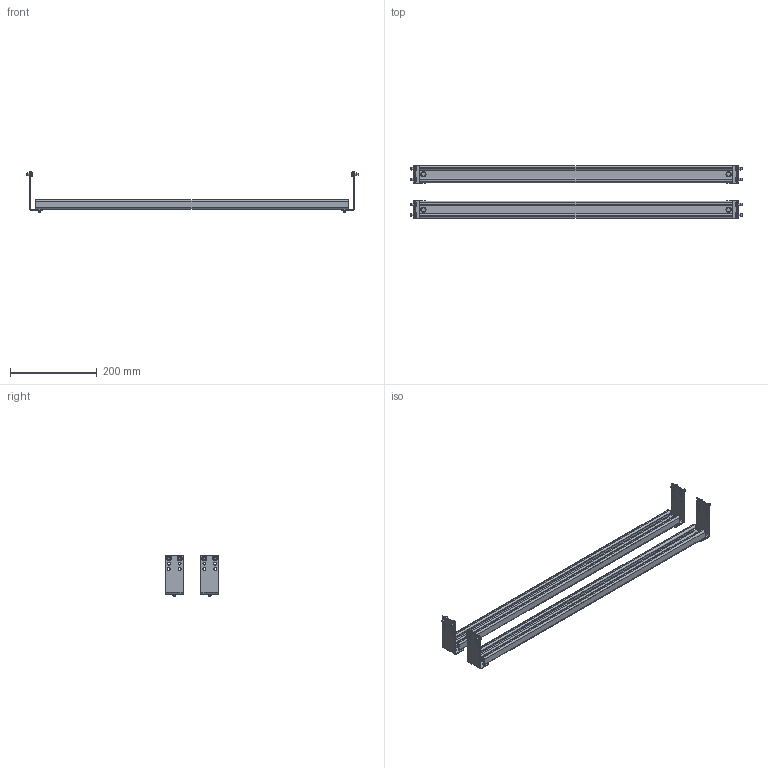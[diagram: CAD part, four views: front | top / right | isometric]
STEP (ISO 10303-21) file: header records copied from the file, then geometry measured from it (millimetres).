
FILE_DESCRIPTION(('STEP AP214'),'1');
FILE_NAME('cctmp_4A12C10C-2F40-4919-ACEF-6B109A4F776A_2024_06_07_20_27_35_0187..stp','2024-06-07T18:27:35',('SIEMENS A&D'),('CADClick - www.CADClick.com'),'Spatial InterOp 3D',' ','unknown authorization');
FILE_SCHEMA(('AUTOMOTIVE_DESIGN'));
Length unit declared in the file: millimetre
Products named in the file (19): cc_unnamed; 2024_06_07_20_27_35_0171; 2024_06_07_20_27_35_0140; 2024_06_07_20_27_35_0093; 2024_06_07_20_27_35_0062; 2024_06_07_20_27_35_0031; 2024_06_07_20_27_34_0968; 2024_06_07_20_27_34_0937; 2024_06_07_20_27_34_0906; 2024_06_07_20_27_34_0875; 2024_06_07_20_27_34_0781; 2024_06_07_20_27_34_0750; 2024_06_07_20_27_34_0713; 2024_06_07_20_27_34_0671; 2024_06_07_20_27_34_0640; 2024_06_07_20_27_34_0562; 2024_06_07_20_27_34_0531; 2024_06_07_20_27_34_0499; 2024_06_07_20_27_34_0468
Assembly tree (18 placements, depth 2):
  cc_unnamed
    2024_06_07_20_27_35_0171
    2024_06_07_20_27_35_0140
    2024_06_07_20_27_35_0093
    2024_06_07_20_27_35_0062
    2024_06_07_20_27_35_0031
    2024_06_07_20_27_34_0968
    2024_06_07_20_27_34_0937
    2024_06_07_20_27_34_0906
    2024_06_07_20_27_34_0875
    2024_06_07_20_27_34_0781
    2024_06_07_20_27_34_0750
    2024_06_07_20_27_34_0713
    2024_06_07_20_27_34_0671
    2024_06_07_20_27_34_0640
    2024_06_07_20_27_34_0562
    2024_06_07_20_27_34_0531
    2024_06_07_20_27_34_0499
    2024_06_07_20_27_34_0468
Bounding box: 766 x 123 x 96 mm (x, y, z)
Volume: 328891.8 mm3; surface area: 336334.4 mm2
Topology: 18 solids, 18 shells, 296 faces, 696 edges, 448 vertices
Faces by surface type: cylinder 144, plane 104, cone 48
Entity records: 11596 total; most frequent: DIRECTION 1662, CARTESIAN_POINT 1459, ORIENTED_EDGE 1392, EDGE_CURVE 696, AXIS2_PLACEMENT_3D 651, VERTEX_POINT 448, EDGE_LOOP 364, LINE 360
